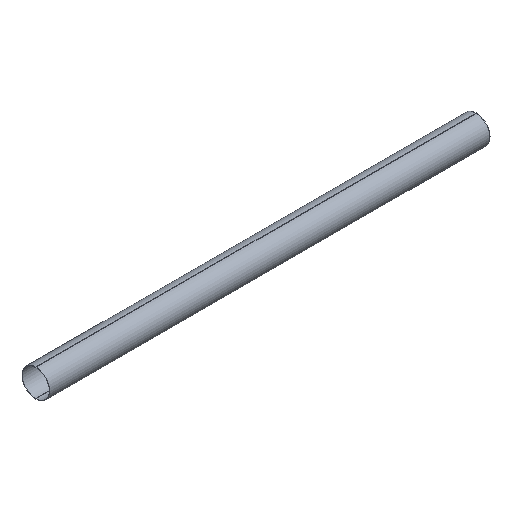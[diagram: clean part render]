
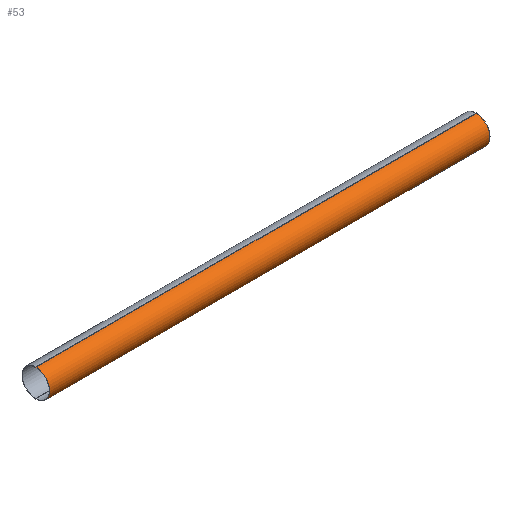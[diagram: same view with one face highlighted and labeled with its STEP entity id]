
A CAD part, isometric view. The second image highlights one B-rep face of the part: STEP entity #53.
In plain terms, the highlighted cylindrical face has radius 157.5 mm (diameter 315 mm), a partial arc.
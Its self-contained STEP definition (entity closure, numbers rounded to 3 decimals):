
#53 = ADVANCED_FACE( '', ( #123 ), #124, .T. );
#63 = EDGE_CURVE( '', #101, #81, #135, .T. );
#65 = EDGE_CURVE( '', #83, #101, #137, .T. );
#75 = EDGE_CURVE( '', #81, #85, #147, .T. );
#81 = VERTEX_POINT( '', #156 );
#83 = VERTEX_POINT( '', #158 );
#85 = VERTEX_POINT( '', #160 );
#89 = EDGE_CURVE( '', #85, #83, #164, .T. );
#101 = VERTEX_POINT( '', #179 );
#123 = FACE_OUTER_BOUND( '', #191, .T. );
#124 = CYLINDRICAL_SURFACE( '', #192, 157.5 );
#135 = LINE( '', #207, #208 );
#137 = CIRCLE( '', #211, 157.5 );
#147 = CIRCLE( '', #223, 157.5 );
#156 = CARTESIAN_POINT( '', ( 5000., 0., -157.5 ) );
#158 = CARTESIAN_POINT( '', ( 0., 0., 157.5 ) );
#160 = CARTESIAN_POINT( '', ( 5000., 0., 157.5 ) );
#164 = LINE( '', #241, #242 );
#179 = CARTESIAN_POINT( '', ( 0., 0., -157.5 ) );
#191 = EDGE_LOOP( '', ( #267, #268, #269, #270 ) );
#192 = AXIS2_PLACEMENT_3D( '', #271, #272, #273 );
#207 = CARTESIAN_POINT( '', ( 0., 0., -157.5 ) );
#208 = VECTOR( '', #286, 1. );
#211 = AXIS2_PLACEMENT_3D( '', #287, #288, #289 );
#223 = AXIS2_PLACEMENT_3D( '', #297, #298, #299 );
#241 = CARTESIAN_POINT( '', ( 0., 0., 157.5 ) );
#242 = VECTOR( '', #316, 1. );
#267 = ORIENTED_EDGE( '', *, *, #63, .T. );
#268 = ORIENTED_EDGE( '', *, *, #75, .T. );
#269 = ORIENTED_EDGE( '', *, *, #89, .T. );
#270 = ORIENTED_EDGE( '', *, *, #65, .T. );
#271 = CARTESIAN_POINT( '', ( 0., 0., 0. ) );
#272 = DIRECTION( '', ( -1., 0., 0. ) );
#273 = DIRECTION( '', ( 0., 0., -1. ) );
#286 = DIRECTION( '', ( 1., 0., 0. ) );
#287 = CARTESIAN_POINT( '', ( 0., 0., 0. ) );
#288 = DIRECTION( '', ( 1., 0., 0. ) );
#289 = DIRECTION( '', ( 0., 0., -1. ) );
#297 = CARTESIAN_POINT( '', ( 5000., 0., 0. ) );
#298 = DIRECTION( '', ( -1., 0., 0. ) );
#299 = DIRECTION( '', ( 0., 0., -1. ) );
#316 = DIRECTION( '', ( -1., 0., 0. ) );
